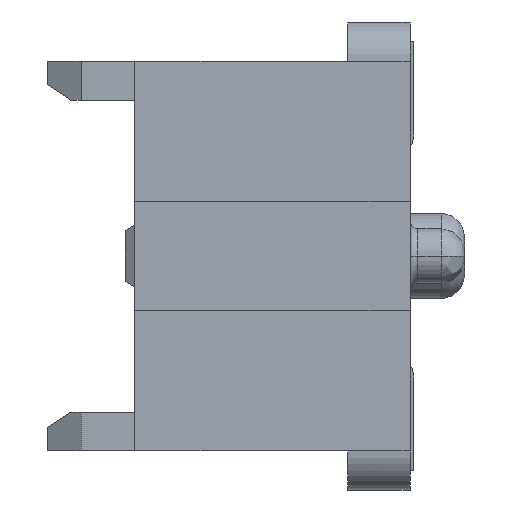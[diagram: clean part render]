
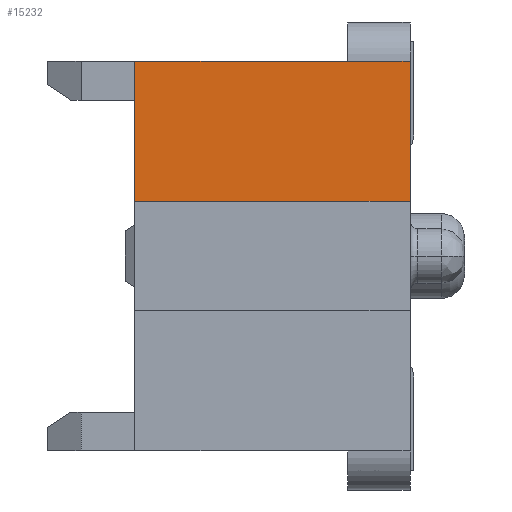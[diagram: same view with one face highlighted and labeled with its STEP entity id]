
A CAD part, left-side view. The second image highlights one B-rep face of the part: STEP entity #15232.
In plain terms, the highlighted planar face has unit normal (-1, 0, 0).
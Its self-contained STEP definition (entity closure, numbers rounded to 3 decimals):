
#220=DIRECTION('',(0.,0.,1.));
#221=VECTOR('',#220,1.8);
#222=CARTESIAN_POINT('',(-10.9,0.,0.7));
#223=LINE('93604',#222,#221);
#286=DIRECTION('',(0.,-1.,0.));
#287=VECTOR('',#286,0.8);
#288=CARTESIAN_POINT('',(-10.9,0.8,2.5));
#289=LINE('5617',#288,#287);
#290=DIRECTION('',(0.,1.,0.));
#291=VECTOR('',#290,3.53);
#292=CARTESIAN_POINT('',(-10.9,0.,0.7));
#293=LINE('3943',#292,#291);
#294=DIRECTION('',(0.,0.,1.));
#295=VECTOR('',#294,1.8);
#296=CARTESIAN_POINT('',(-10.9,3.53,0.7));
#297=LINE('14203',#296,#295);
#3036=DIRECTION('',(0.,1.,0.));
#3037=VECTOR('',#3036,2.73);
#3038=CARTESIAN_POINT('',(-10.9,0.8,2.5));
#3039=LINE('14206',#3038,#3037);
#11638=CARTESIAN_POINT('',(-10.9,0.,0.7));
#11639=CARTESIAN_POINT('',(-10.9,3.53,0.7));
#11640=VERTEX_POINT('',#11638);
#11641=VERTEX_POINT('',#11639);
#11662=CARTESIAN_POINT('',(-10.9,0.8,2.5));
#11663=CARTESIAN_POINT('',(-10.9,0.,2.5));
#11664=VERTEX_POINT('',#11662);
#11665=VERTEX_POINT('',#11663);
#11698=CARTESIAN_POINT('',(-10.9,3.53,2.5));
#11700=VERTEX_POINT('',#11698);
#15217=CARTESIAN_POINT('',(-10.9,0.,-3.));
#15218=DIRECTION('',(-1.,0.,0.));
#15219=DIRECTION('',(0.,0.,1.));
#15220=AXIS2_PLACEMENT_3D('',#15217,#15218,#15219);
#15221=PLANE('3724',#15220);
#15222=ORIENTED_EDGE('5617',*,*,#15207,.T.);
#15223=ORIENTED_EDGE('93604',*,*,#15157,.F.);
#15225=ORIENTED_EDGE('3943',*,*,#15224,.T.);
#15227=ORIENTED_EDGE('14203',*,*,#15226,.T.);
#15229=ORIENTED_EDGE('14206',*,*,#15228,.F.);
#15230=EDGE_LOOP('3724',(#15222,#15223,#15225,#15227,#15229));
#15231=FACE_OUTER_BOUND('3724',#15230,.F.);
#15157=EDGE_CURVE('93604',#11640,#11665,#223,.T.);
#15207=EDGE_CURVE('5617',#11664,#11665,#289,.T.);
#15224=EDGE_CURVE('3943',#11640,#11641,#293,.T.);
#15226=EDGE_CURVE('14203',#11641,#11700,#297,.T.);
#15228=EDGE_CURVE('14206',#11664,#11700,#3039,.T.);
#15232=ADVANCED_FACE('3724',(#15231),#15221,.T.);
